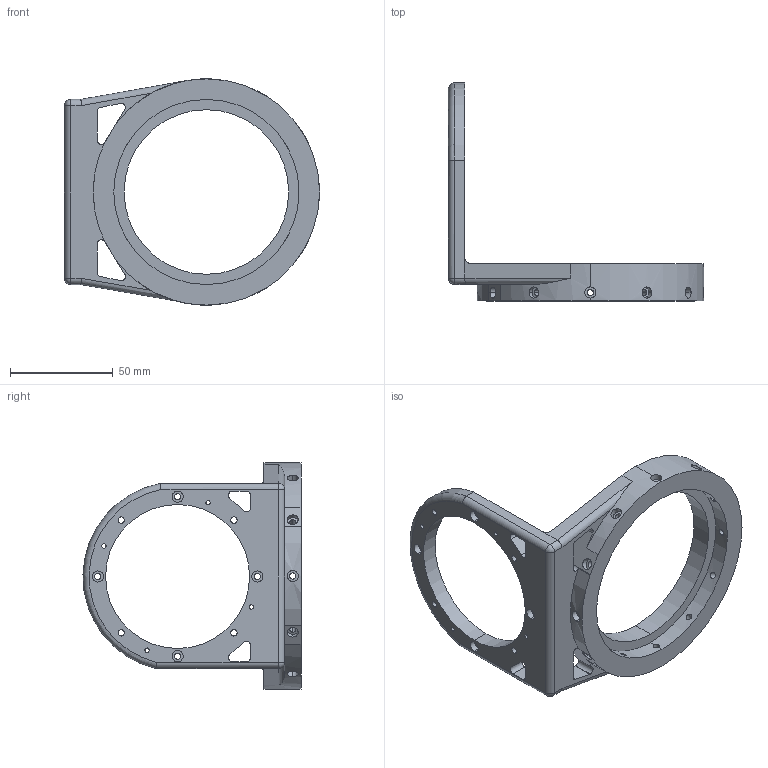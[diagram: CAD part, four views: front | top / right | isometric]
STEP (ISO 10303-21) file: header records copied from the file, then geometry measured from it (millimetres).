
FILE_DESCRIPTION (( 'STEP AP203' ), '1' );
FILE_NAME ('thigh1.STEP', '2024-11-29T14:44:42', ( '' ), ( '' ), 'SwSTEP 2.0', 'SolidWorks 2021', '' );
FILE_SCHEMA (( 'CONFIG_CONTROL_DESIGN' ));
Length unit declared in the file: millimetre
Products named in the file (1): thigh1
Bounding box: 124 x 105.99 x 110 mm (x, y, z)
Volume: 109504.2 mm3; surface area: 36096.3 mm2
Topology: 1 solids, 1 shells, 158 faces, 425 edges, 278 vertices
Faces by surface type: cylinder 116, plane 38, sphere 2, torus 1, bspline 1
Entity records: 6611 total; most frequent: CARTESIAN_POINT 2433, DIRECTION 849, ORIENTED_EDGE 846, EDGE_CURVE 423, AXIS2_PLACEMENT_3D 336, VERTEX_POINT 278, EDGE_LOOP 229, CIRCLE 178
